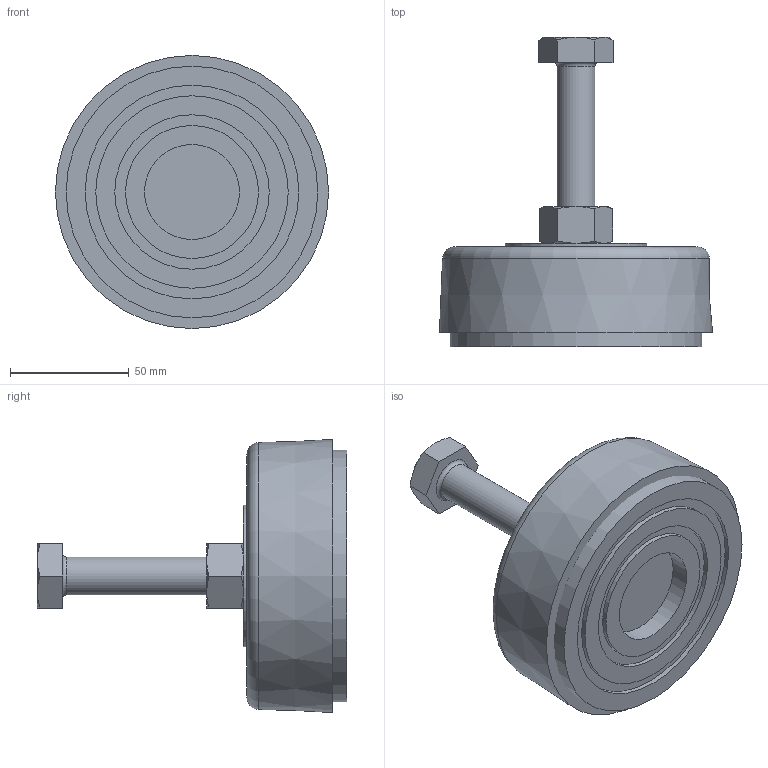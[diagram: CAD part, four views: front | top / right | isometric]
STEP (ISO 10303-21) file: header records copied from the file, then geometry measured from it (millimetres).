
FILE_DESCRIPTION(/* description */ (''),/* implementation_level */ '2;1');
FILE_NAME(/* name */ 'Vibra - Stop.stp',/* time_stamp */ '2016-04-26T09:17:16-03:00',/* author */ ('Silvio'),/* organization */ (''),/* preprocessor_version */ 'ST-DEVELOPER v16.1',/* originating_system */ 'Autodesk Inventor 2016',/* authorisation */ '');
FILE_SCHEMA (('AUTOMOTIVE_DESIGN { 1 0 10303 214 3 1 1 }'));
Length unit declared in the file: millimetre
Products named in the file (7): Caixa; Chapa Interna; Borracha Inferior; Borracha Superior; Parafuso 5-8'' x 4''; Porca 5-8''; Vibra - Stop
Assembly tree (4 placements, depth 2):
  Parafuso 5-8'' x 4''
  Porca 5-8''
  Vibra - Stop
    Caixa
    Chapa Interna
    Borracha Inferior
    Borracha Superior
Bounding box: 115 x 130.32 x 115 mm (x, y, z)
Volume: 427868.9 mm3; surface area: 105748.6 mm2
Topology: 6 solids, 6 shells, 350 faces, 876 edges, 578 vertices
Faces by surface type: plane 206, bspline 101, cone 24, cylinder 15, torus 4
Full cylindrical faces by diameter (mm): 13.386 x2, 15.875 x1, 22 x1, 24.5 x1, 40 x1, 56 x1, 59.5 x1, 62 x1, 65 x1, 81 x1, 87.5 x1, 88 x1, 90 x1, 106 x1
Entity records: 10955 total; most frequent: CARTESIAN_POINT 3223, ORIENTED_EDGE 1698, DIRECTION 1209, EDGE_CURVE 849, VERTEX_POINT 576, LINE 541, VECTOR 541, EDGE_LOOP 421
